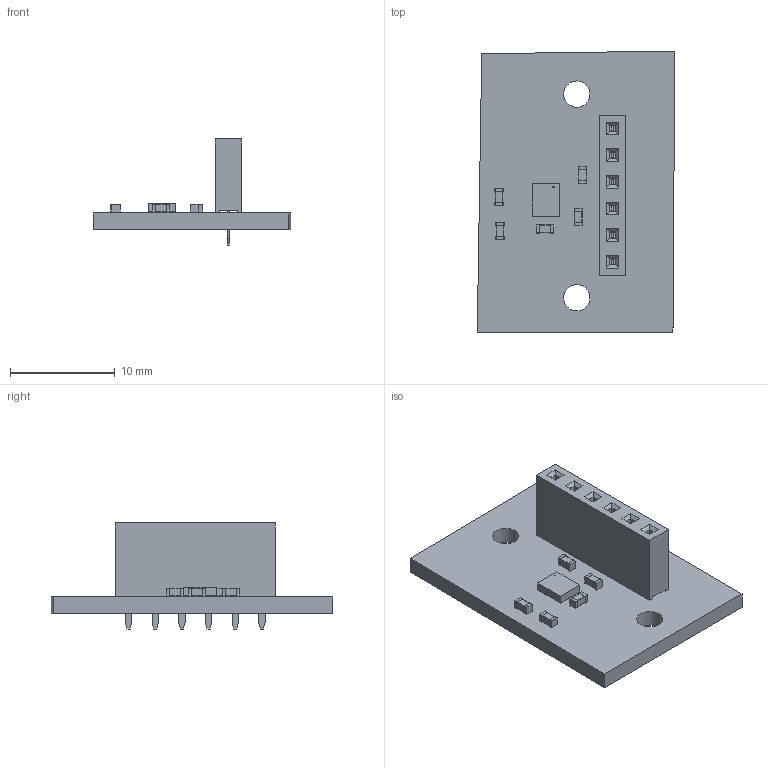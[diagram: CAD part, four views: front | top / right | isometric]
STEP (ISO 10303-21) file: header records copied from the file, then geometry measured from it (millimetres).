
FILE_DESCRIPTION(('KiCad electronic assembly'),'2;1');
FILE_NAME('ASM330bia.step','2024-12-07T14:12:47',('Pcbnew'),('Kicad'), 'Open CASCADE STEP processor 7.8','KiCad to STEP converter','Unknown' );
FILE_SCHEMA(('AUTOMOTIVE_DESIGN { 1 0 10303 214 1 1 1 1 }'));
Length unit declared in the file: millimetre
Products named in the file (8): ASM330bia 1; PinSocket_1x06_P2.54mm_Vertical; PinSocket_1x06_P254mm_Vertical; LGA-14L_2P5X3X0P83_STM; part; C_0603_1608Metric; _autosave-ASM330bia_PCB
Assembly tree (11 placements, depth 3):
  ASM330bia 1
    PinSocket_1x06_P2.54mm_Vertical
      PinSocket_1x06_P254mm_Vertical
    LGA-14L_2P5X3X0P83_STM
      part
    C_0603_1608Metric  x5
      C_0603_1608Metric
    _autosave-ASM330bia_PCB
Bounding box: 18.81 x 26.84 x 10.1 mm (x, y, z)
Volume: 1033 mm3; surface area: 1676.2 mm2
Topology: 23 solids, 23 shells, 443 faces, 1083 edges, 714 vertices
Faces by surface type: plane 374, cylinder 69
Full cylindrical faces by diameter (mm): 0.13 x1, 1 x6, 2.5 x2
Entity records: 11820 total; most frequent: CARTESIAN_POINT 1661, ORIENTED_EDGE 1590, DIRECTION 1522, EDGE_CURVE 795, LINE 752, VECTOR 752, VERTEX_POINT 522, AXIS2_PLACEMENT_3D 385
